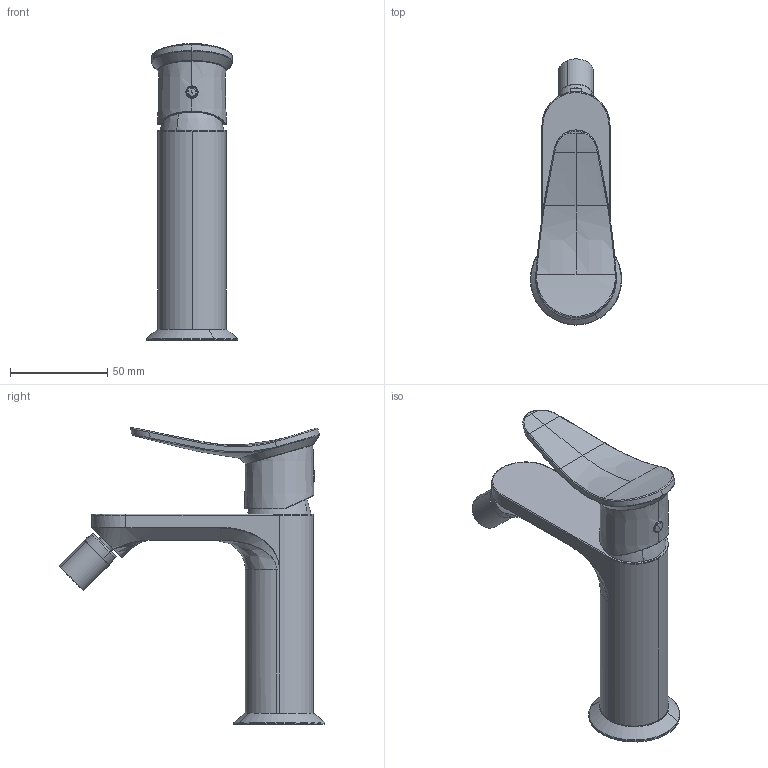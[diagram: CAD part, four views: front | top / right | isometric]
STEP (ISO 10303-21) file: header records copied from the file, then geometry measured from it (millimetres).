
FILE_DESCRIPTION(('CATIA V5 STEP Exchange','CAx-IF Rec.Pracs.--- Model Styling and Organization---1.5--- 2016-08-15','CAx-IF Rec.Pracs.---Supplemental Geometry---1.0---2011-11-01','CAx-IF Rec.Pracs.--- Composite Materials ---3.4---2017-06-13','CAx-IF Rec.Pracs.---Tessellated 3D Geometry---1.0---2015-12-17'),'2;1');
FILE_NAME('HC000564xx - rendering.stp','2024-01-29T15:24:14+00:00',('none'),('none'),'CATIA Version 5-6 Release 2020 SP2','CATIA V5 STEP AP242 v2','none');
FILE_SCHEMA(('AP242_MANAGED_MODEL_BASED_3D_ENGINEERING_MIM_LF {1 0 10303 442 1 1 4}'));
Length unit declared in the file: millimetre
Products named in the file (1): HC 00055 4
Bounding box: 46.99 x 136.86 x 152.83 mm (x, y, z)
Volume: 121182.3 mm3; surface area: 56561.3 mm2
Topology: 3 solids, 5 shells, 998 faces, 2415 edges, 1384 vertices
Faces by surface type: bspline 333, cylinder 285, plane 148, torus 98, cone 94, sphere 28, revolution 10, extrusion 2
Entity records: 60198 total; most frequent: CARTESIAN_POINT 40632, ORIENTED_EDGE 4686, EDGE_CURVE 2343, DIRECTION 2133, VERTEX_POINT 1384, AXIS2_PLACEMENT_3D 1154, B_SPLINE_CURVE_WITH_KNOTS 1147, EDGE_LOOP 1039
